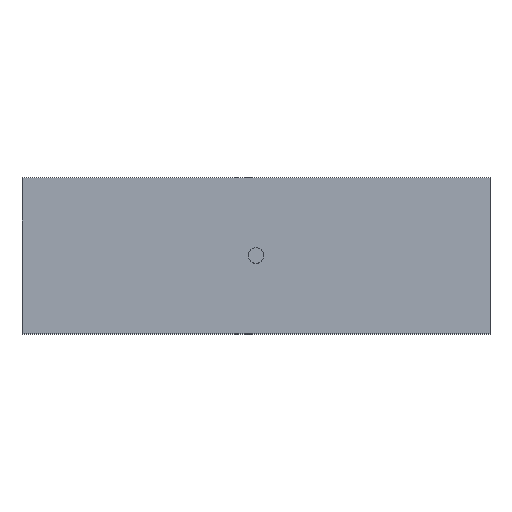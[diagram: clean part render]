
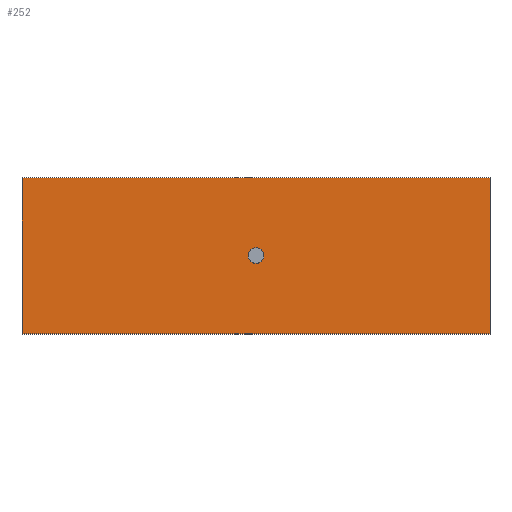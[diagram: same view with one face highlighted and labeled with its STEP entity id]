
A CAD part, top view. The second image highlights one B-rep face of the part: STEP entity #252.
In plain terms, the highlighted planar face has unit normal (0, 0, 1).
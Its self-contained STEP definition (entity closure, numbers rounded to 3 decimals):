
#2 = FACE_OUTER_BOUND ( 'NONE', #582, .T. ) ;
#21 = VERTEX_POINT ( 'NONE', #606 ) ;
#37 = VERTEX_POINT ( 'NONE', #234 ) ;
#46 = EDGE_CURVE ( 'NONE', #256, #37, #61, .T. ) ;
#48 = CARTESIAN_POINT ( 'NONE',  ( -150., -15., 50. ) ) ;
#54 = DIRECTION ( 'NONE',  ( 1., 0., 0. ) ) ;
#56 = EDGE_CURVE ( 'NONE', #256, #21, #324, .T. ) ;
#61 = LINE ( 'NONE', #172, #471 ) ;
#67 = CIRCLE ( 'NONE', #474, 2.5 ) ;
#112 = VECTOR ( 'NONE', #455, 1000. ) ;
#151 = CIRCLE ( 'NONE', #556, 2.5 ) ;
#156 = EDGE_CURVE ( 'NONE', #334, #568, #67, .T. ) ;
#159 = ORIENTED_EDGE ( 'NONE', *, *, #295, .F. ) ;
#172 = CARTESIAN_POINT ( 'NONE',  ( -150., 35., 50. ) ) ;
#174 = ORIENTED_EDGE ( 'NONE', *, *, #46, .F. ) ;
#186 = EDGE_CURVE ( 'NONE', #21, #314, #559, .T. ) ;
#190 = DIRECTION ( 'NONE',  ( 0., 0., 1. ) ) ;
#191 = FACE_BOUND ( 'NONE', #206, .T. ) ;
#206 = EDGE_LOOP ( 'NONE', ( #257, #159 ) ) ;
#217 = CARTESIAN_POINT ( 'NONE',  ( 0., 35., 50. ) ) ;
#234 = CARTESIAN_POINT ( 'NONE',  ( 0., 35., 50. ) ) ;
#250 = ORIENTED_EDGE ( 'NONE', *, *, #481, .F. ) ;
#252 = ADVANCED_FACE ( 'NONE', ( #191, #2 ), #575, .T. ) ;
#256 = VERTEX_POINT ( 'NONE', #405 ) ;
#257 = ORIENTED_EDGE ( 'NONE', *, *, #156, .F. ) ;
#270 = DIRECTION ( 'NONE',  ( 1., 0., 0. ) ) ;
#284 = CARTESIAN_POINT ( 'NONE',  ( -150., 35., 50. ) ) ;
#295 = EDGE_CURVE ( 'NONE', #568, #334, #151, .T. ) ;
#298 = CARTESIAN_POINT ( 'NONE',  ( -150., 35., 50. ) ) ;
#314 = VERTEX_POINT ( 'NONE', #589 ) ;
#322 = DIRECTION ( 'NONE',  ( 1., 0., 0. ) ) ;
#324 = LINE ( 'NONE', #284, #574 ) ;
#334 = VERTEX_POINT ( 'NONE', #536 ) ;
#342 = DIRECTION ( 'NONE',  ( 0., 0., 1. ) ) ;
#356 = CARTESIAN_POINT ( 'NONE',  ( -75., 10., 50. ) ) ;
#368 = LINE ( 'NONE', #217, #112 ) ;
#405 = CARTESIAN_POINT ( 'NONE',  ( -150., 35., 50. ) ) ;
#455 = DIRECTION ( 'NONE',  ( 0., -1., 0. ) ) ;
#471 = VECTOR ( 'NONE', #322, 1000. ) ;
#472 = CARTESIAN_POINT ( 'NONE',  ( -75., 10., 50. ) ) ;
#474 = AXIS2_PLACEMENT_3D ( 'NONE', #472, #190, #522 ) ;
#481 = EDGE_CURVE ( 'NONE', #37, #314, #368, .T. ) ;
#482 = DIRECTION ( 'NONE',  ( 0., -1., 0. ) ) ;
#494 = DIRECTION ( 'NONE',  ( 0., 0., 1. ) ) ;
#499 = VECTOR ( 'NONE', #54, 1000. ) ;
#505 = CARTESIAN_POINT ( 'NONE',  ( -72.5, 10., 50. ) ) ;
#522 = DIRECTION ( 'NONE',  ( 1., 0., 0. ) ) ;
#527 = AXIS2_PLACEMENT_3D ( 'NONE', #298, #342, #482 ) ;
#536 = CARTESIAN_POINT ( 'NONE',  ( -77.5, 10., 50. ) ) ;
#537 = ORIENTED_EDGE ( 'NONE', *, *, #186, .T. ) ;
#556 = AXIS2_PLACEMENT_3D ( 'NONE', #356, #494, #270 ) ;
#559 = LINE ( 'NONE', #48, #499 ) ;
#568 = VERTEX_POINT ( 'NONE', #505 ) ;
#574 = VECTOR ( 'NONE', #598, 1000. ) ;
#575 = PLANE ( 'NONE',  #527 ) ;
#582 = EDGE_LOOP ( 'NONE', ( #250, #174, #593, #537 ) ) ;
#589 = CARTESIAN_POINT ( 'NONE',  ( 0., -15., 50. ) ) ;
#593 = ORIENTED_EDGE ( 'NONE', *, *, #56, .T. ) ;
#598 = DIRECTION ( 'NONE',  ( 0., -1., 0. ) ) ;
#606 = CARTESIAN_POINT ( 'NONE',  ( -150., -15., 50. ) ) ;
